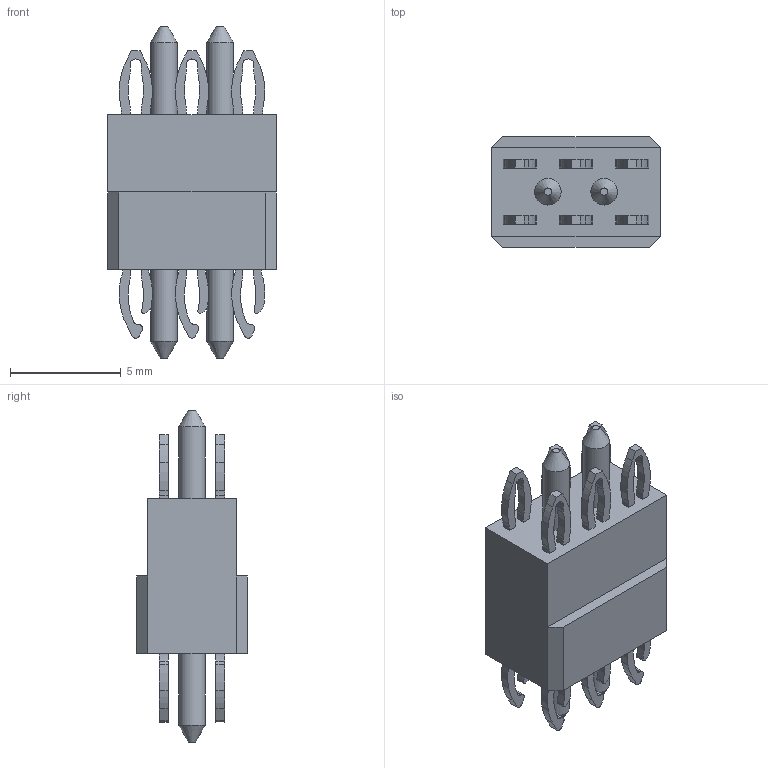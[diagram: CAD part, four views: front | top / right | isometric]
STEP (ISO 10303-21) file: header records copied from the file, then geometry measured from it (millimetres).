
FILE_DESCRIPTION(/* description */ (''),/* implementation_level */ '2;1');
FILE_NAME(/* name */ 'B2B-KON_41.06.254.01.01.step',/* time_stamp */ '2024-04-03T06:58:11+02:00',/* author */ (''),/* organization */ (''),/* preprocessor_version */ 'ST-DEVELOPER v20',/* originating_system */ 'Autodesk Translation Framework v12.20.1.177',/* authorisation */ '');
FILE_SCHEMA (('AUTOMOTIVE_DESIGN { 1 0 10303 214 3 1 1 }'));
Length unit declared in the file: millimetre
Products named in the file (1): B2B-KON_41.06.254.01.01
Bounding box: 7.62 x 5 x 15 mm (x, y, z)
Volume: 264.4 mm3; surface area: 394.8 mm2
Topology: 1 solids, 1 shells, 320 faces, 898 edges, 596 vertices
Faces by surface type: cylinder 178, plane 138, cone 4
Full cylindrical faces by diameter (mm): 1.2 x4
Entity records: 10502 total; most frequent: DIRECTION 1900, CARTESIAN_POINT 1815, ORIENTED_EDGE 1796, EDGE_CURVE 898, AXIS2_PLACEMENT_3D 681, VERTEX_POINT 596, LINE 538, VECTOR 538
